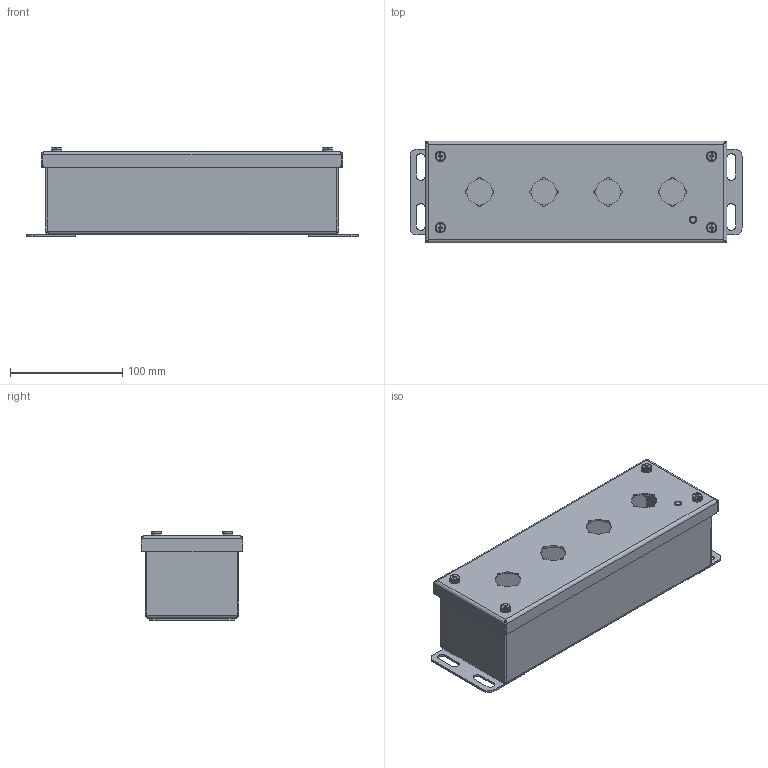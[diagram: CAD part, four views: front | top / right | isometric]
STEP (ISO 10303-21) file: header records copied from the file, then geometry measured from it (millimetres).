
FILE_DESCRIPTION (( 'STEP AP203' ), '1' );
FILE_NAME ('SCE-4PBSSI.step', '2021-02-09T17:07:19', ( 'ADC123' ), ( 'Microsoft' ), 'SwSTEP 2.0', 'SolidWorks 2019', '' );
FILE_SCHEMA (( 'CONFIG_CONTROL_DESIGN' ));
Length unit declared in the file: inch
Products named in the file (1): SCE-4PBSSI
Bounding box: 295.27 x 90.49 x 79.34 mm (x, y, z)
Surface area: 240383.8 mm2 (no closed solid volume)
Topology: 0 solids, 19 shells, 806 faces, 2082 edges, 1244 vertices
Faces by surface type: plane 382, cylinder 262, bspline 144, cone 18
Full cylindrical faces by diameter (mm): 3.708 x4, 4.775 x5, 4.826 x5, 4.905 x1, 5.588 x4, 6.35 x4, 6.502 x1, 6.604 x4, 6.756 x4, 6.858 x4, 7.112 x1, 7.14 x1, 7.417 x8, 8.052 x4, 8.484 x4, 8.636 x4, 9.195 x4
Entity records: 29171 total; most frequent: CARTESIAN_POINT 11233, ORIENTED_EDGE 3648, DIRECTION 3520, EDGE_CURVE 1840, AXIS2_PLACEMENT_3D 1225, VERTEX_POINT 1186, LINE 1070, VECTOR 1070
